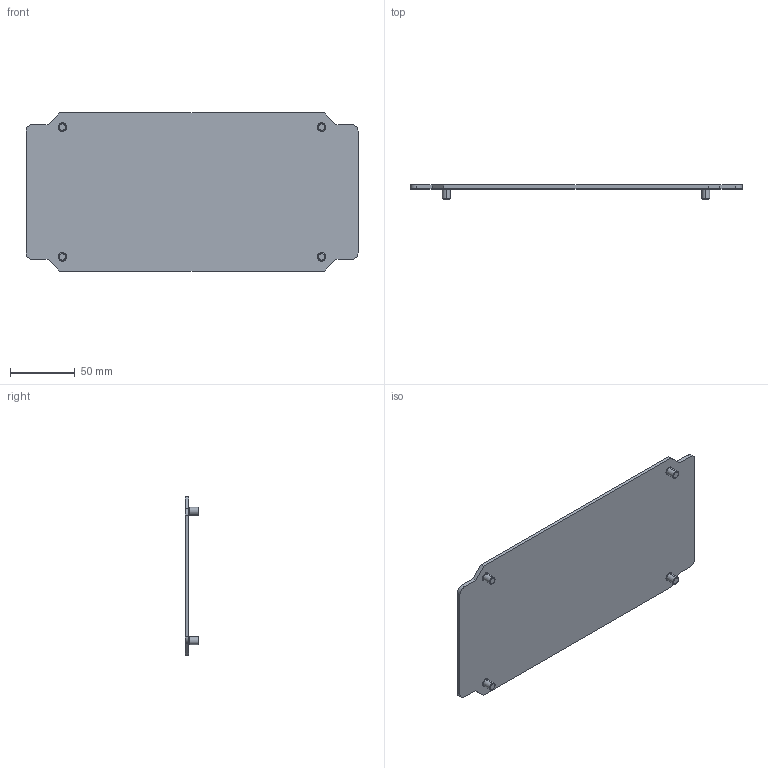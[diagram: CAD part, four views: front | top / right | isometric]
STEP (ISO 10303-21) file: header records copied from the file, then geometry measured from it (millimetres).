
FILE_DESCRIPTION (( 'STEP AP214' ), '1' );
FILE_NAME ('14000011.STEP', '2008-10-02T06:35:23', ( ' ' ), ( '' ), 'SwSTEP 2.0', 'SolidWorks 2008', '' );
FILE_SCHEMA (( 'AUTOMOTIVE_DESIGN' ));
Length unit declared in the file: millimetre
Products named in the file (3): 89012_Standard; 93229_Standard; 14000011
Assembly tree (5 placements, depth 2):
  14000011
    93229_Standard  x4
    89012_Standard
Bounding box: 256 x 10.7 x 122 mm (x, y, z)
Volume: 91798.7 mm3; surface area: 64461 mm2
Topology: 5 solids, 5 shells, 118 faces, 288 edges, 184 vertices
Faces by surface type: plane 74, cone 24, cylinder 20
Entity records: 1786 total; most frequent: DIRECTION 304, CARTESIAN_POINT 289, ORIENTED_EDGE 276, EDGE_CURVE 138, AXIS2_PLACEMENT_3D 103, VECTOR 98, LINE 98, VERTEX_POINT 88
